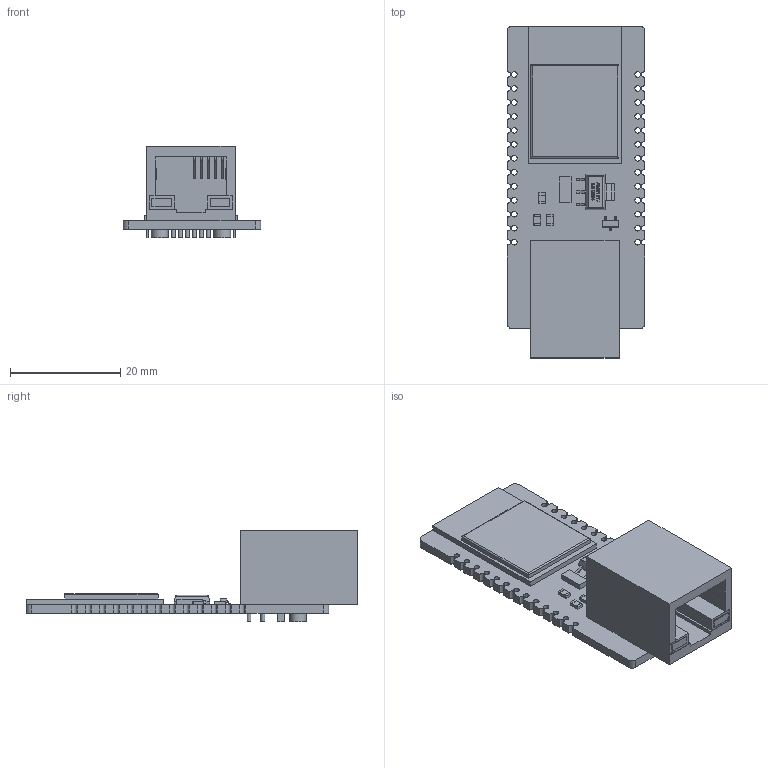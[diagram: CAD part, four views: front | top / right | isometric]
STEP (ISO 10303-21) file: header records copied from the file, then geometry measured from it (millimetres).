
FILE_DESCRIPTION(/* description */ ('STEP AP214','CAx-IF Rec.Pracs.---Representation and Presentation of Product Manufacturing Information (PMI)---4.0---2014-10-13'),/* implementation_level */ '2;1');
FILE_NAME(/* name */ 'WT32-ETH01.step',/* time_stamp */ '2024-12-15T15:39:56+01:00',/* author */ (''),/* organization */ (''),/* preprocessor_version */ 'ST-DEVELOPER v20',/* originating_system */ 'Autodesk Translation Framework v13.20.0.188',/* authorisation */ '');
FILE_SCHEMA (('AP242_MANAGED_MODEL_BASED_3D_ENGINEERING_MIM_LF { 1 0 10303 442 1 1 4 }'));
Length unit declared in the file: millimetre
Products named in the file (11): WT32-ESP01-no-soldering; WT32-ESP01 v2.step; res_1206.step; AMS1117.step; SOT23SMD.step; HY911130A.step; WT32-ESP01.step; WT32-ESP01-1.step; WT32-ESP01-2.step; WT32-ESP01-3.step; 0805.step
Assembly tree (12 placements, depth 3):
  WT32-ESP01-no-soldering
    WT32-ESP01 v2.step
      0805.step  x3
      res_1206.step
      AMS1117.step
      SOT23SMD.step
      HY911130A.step
      WT32-ESP01.step
      WT32-ESP01-1.step
      WT32-ESP01-2.step
      WT32-ESP01-3.step
Bounding box: 25 x 60.3 x 16.55 mm (x, y, z)
Volume: 5826.4 mm3; surface area: 7478.6 mm2
Topology: 14 solids, 14 shells, 486 faces, 1430 edges, 1014 vertices
Faces by surface type: plane 355, cylinder 131
Full cylindrical faces by diameter (mm): 0.7 x10, 0.9 x4, 1 x26, 3 x2
Entity records: 16487 total; most frequent: CARTESIAN_POINT 3905, ORIENTED_EDGE 2620, DIRECTION 2355, EDGE_CURVE 1310, VERTEX_POINT 934, LINE 925, VECTOR 925, AXIS2_PLACEMENT_3D 715
